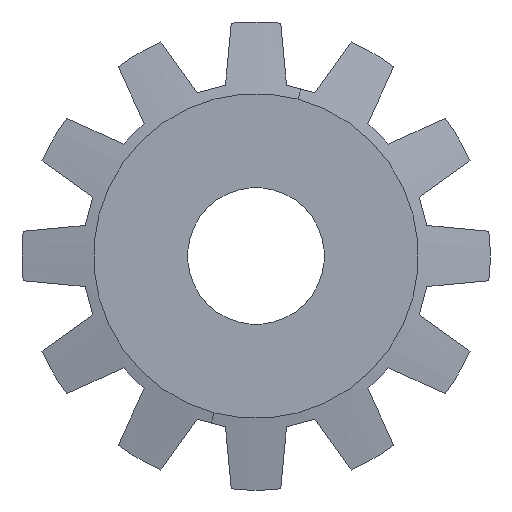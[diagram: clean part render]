
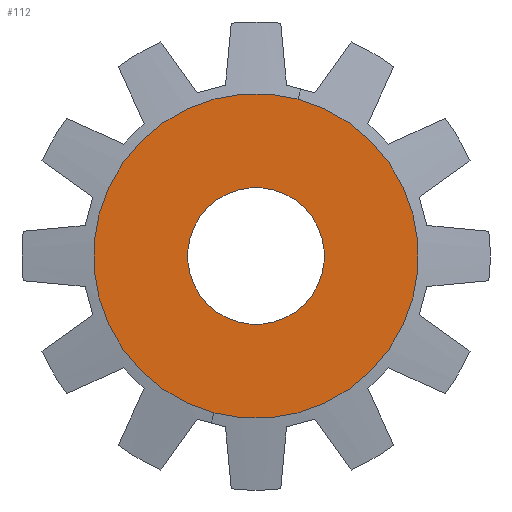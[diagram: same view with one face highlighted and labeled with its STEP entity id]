
A CAD part, left-side view. The second image highlights one B-rep face of the part: STEP entity #112.
In plain terms, the highlighted planar face has unit normal (-1, 0, 0).
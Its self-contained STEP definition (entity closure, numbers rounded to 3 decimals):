
#112=ADVANCED_FACE('',(#248,#249),#250,.T.);
#248=FACE_BOUND('',#386,.T.);
#249=FACE_OUTER_BOUND('',#387,.T.);
#250=PLANE('',#388);
#386=EDGE_LOOP('',(#973,#974));
#387=EDGE_LOOP('',(#975,#976));
#388=AXIS2_PLACEMENT_3D('',#977,#978,#979);
#973=ORIENTED_EDGE('',*,*,#1181,.T.);
#974=ORIENTED_EDGE('',*,*,#994,.T.);
#975=ORIENTED_EDGE('',*,*,#988,.F.);
#976=ORIENTED_EDGE('',*,*,#1182,.F.);
#977=CARTESIAN_POINT('',(-40.5,-0.615,2.294));
#978=DIRECTION('',(-1.0,0.,0.));
#979=DIRECTION('',(0.,0.259,-0.966));
#988=EDGE_CURVE('',#1183,#1186,#1187,.T.);
#994=EDGE_CURVE('',#1192,#1196,#1198,.T.);
#1181=EDGE_CURVE('',#1196,#1192,#1507,.T.);
#1182=EDGE_CURVE('',#1186,#1183,#1508,.T.);
#1183=VERTEX_POINT('',#1509);
#1186=VERTEX_POINT('',#1513);
#1187=CIRCLE('',#1514,4.75);
#1192=VERTEX_POINT('',#1520);
#1196=VERTEX_POINT('',#1525);
#1198=CIRCLE('',#1528,2.0);
#1507=CIRCLE('',#2481,2.0);
#1508=CIRCLE('',#2482,4.75);
#1509=CARTESIAN_POINT('',(-40.5,-1.229,4.588));
#1513=CARTESIAN_POINT('',(-40.5,1.229,-4.588));
#1514=AXIS2_PLACEMENT_3D('',#2484,#2485,#2486);
#1520=CARTESIAN_POINT('',(-40.5,1.932,0.518));
#1525=CARTESIAN_POINT('',(-40.5,-1.932,-0.518));
#1528=AXIS2_PLACEMENT_3D('',#2496,#2497,#2498);
#2481=AXIS2_PLACEMENT_3D('',#2699,#2700,#2701);
#2482=AXIS2_PLACEMENT_3D('',#2702,#2703,#2704);
#2484=CARTESIAN_POINT('',(-40.5,0.0,0.0));
#2485=DIRECTION('',(1.0,0.0,0.0));
#2486=DIRECTION('',(0.0,-0.259,0.966));
#2496=CARTESIAN_POINT('',(-40.5,0.0,0.0));
#2497=DIRECTION('',(1.0,0.,0.));
#2498=DIRECTION('',(0.0,0.966,0.259));
#2699=CARTESIAN_POINT('',(-40.5,0.0,0.0));
#2700=DIRECTION('',(1.0,0.,0.));
#2701=DIRECTION('',(0.0,0.966,0.259));
#2702=CARTESIAN_POINT('',(-40.5,0.0,0.0));
#2703=DIRECTION('',(1.0,0.0,0.0));
#2704=DIRECTION('',(0.0,-0.259,0.966));
